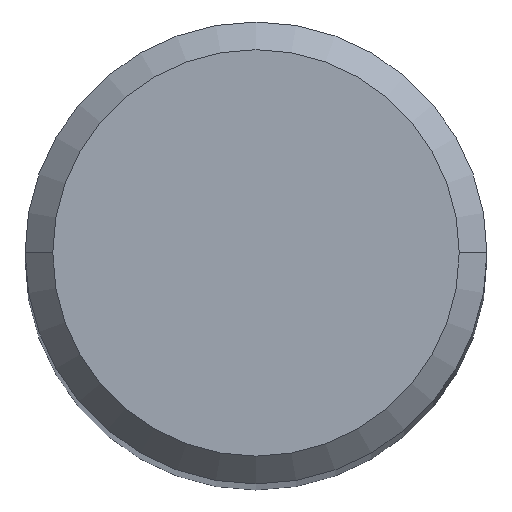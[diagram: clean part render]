
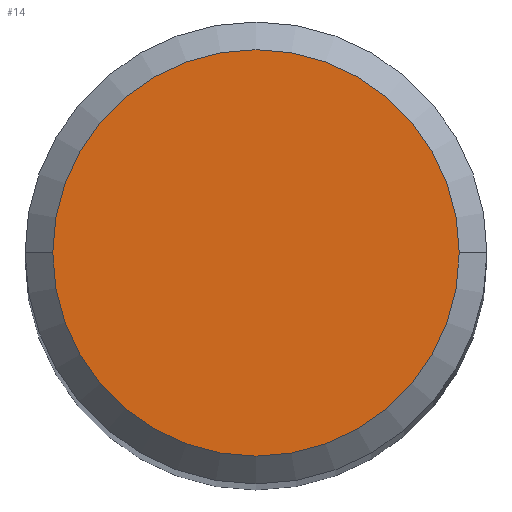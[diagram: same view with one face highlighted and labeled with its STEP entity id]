
A CAD part, top view. The second image highlights one B-rep face of the part: STEP entity #14.
In plain terms, the highlighted planar face has unit normal (0, 0, 1).
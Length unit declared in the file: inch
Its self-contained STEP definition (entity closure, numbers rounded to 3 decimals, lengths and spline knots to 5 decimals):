
#10 = DIRECTION ( 'NONE',  ( 1., 0., 0. ) ) ;
#14 = ADVANCED_FACE ( 'NONE', ( #288 ), #290, .T. ) ;
#46 = ORIENTED_EDGE ( 'NONE', *, *, #298, .T. ) ;
#47 = DIRECTION ( 'NONE',  ( 1., 0., 0. ) ) ;
#56 = AXIS2_PLACEMENT_3D ( 'NONE', #89, #94, #10 ) ;
#57 = CARTESIAN_POINT ( 'NONE',  ( 0.11, 0., 3. ) ) ;
#89 = CARTESIAN_POINT ( 'NONE',  ( 0., 0., 3. ) ) ;
#94 = DIRECTION ( 'NONE',  ( 0., 0., 1. ) ) ;
#99 = DIRECTION ( 'NONE',  ( 0., 0., 1. ) ) ;
#110 = DIRECTION ( 'NONE',  ( 0., 0., 1. ) ) ;
#117 = AXIS2_PLACEMENT_3D ( 'NONE', #125, #99, #234 ) ;
#119 = ORIENTED_EDGE ( 'NONE', *, *, #274, .T. ) ;
#125 = CARTESIAN_POINT ( 'NONE',  ( 0., 0., 3. ) ) ;
#148 = VERTEX_POINT ( 'NONE', #57 ) ;
#186 = VERTEX_POINT ( 'NONE', #323 ) ;
#219 = CARTESIAN_POINT ( 'NONE',  ( 0., 0., 3. ) ) ;
#234 = DIRECTION ( 'NONE',  ( 1., 0., 0. ) ) ;
#265 = EDGE_LOOP ( 'NONE', ( #119, #46 ) ) ;
#274 = EDGE_CURVE ( 'NONE', #186, #148, #327, .T. ) ;
#288 = FACE_OUTER_BOUND ( 'NONE', #265, .T. ) ;
#290 = PLANE ( 'NONE',  #299 ) ;
#298 = EDGE_CURVE ( 'NONE', #148, #186, #300, .T. ) ;
#299 = AXIS2_PLACEMENT_3D ( 'NONE', #219, #110, #47 ) ;
#300 = CIRCLE ( 'NONE', #117, 0.11 ) ;
#323 = CARTESIAN_POINT ( 'NONE',  ( -0.11, 0., 3. ) ) ;
#327 = CIRCLE ( 'NONE', #56, 0.11 ) ;
